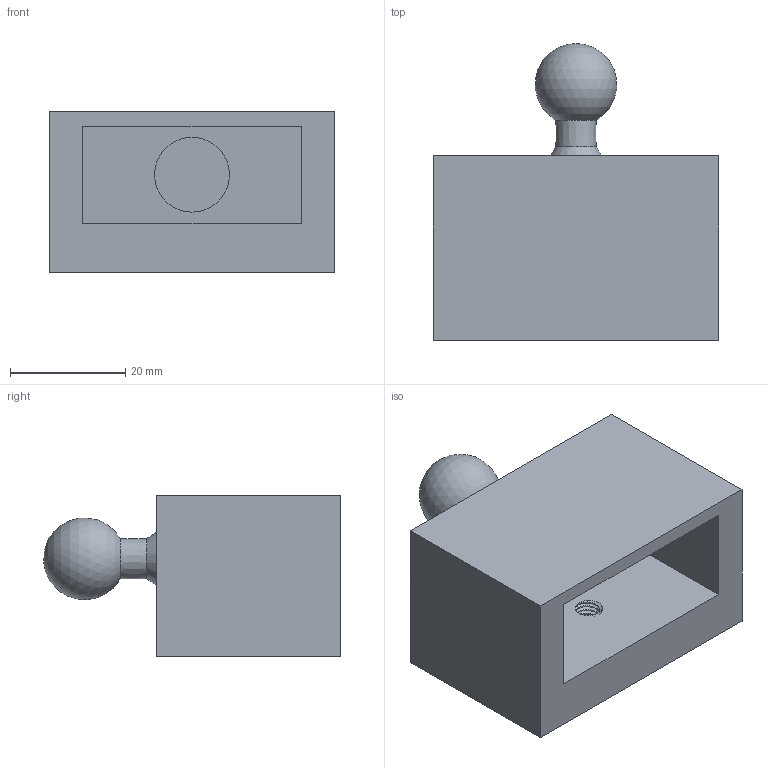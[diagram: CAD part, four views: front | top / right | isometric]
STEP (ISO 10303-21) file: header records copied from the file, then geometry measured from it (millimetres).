
FILE_DESCRIPTION(/* description */ (''),/* implementation_level */ '2;1');
FILE_NAME(/* name */ 'c270 connector v1.step',/* time_stamp */ '2021-12-02T17:34:27-05:00',/* author */ (''),/* organization */ (''),/* preprocessor_version */ 'ST-DEVELOPER v18.1',/* originating_system */ 'Autodesk Translation Framework v10.10.0.1391',/* authorisation */ '');
FILE_SCHEMA (('AUTOMOTIVE_DESIGN { 1 0 10303 214 3 1 1 }','PROCESS_PLANNING_SCHEMA'));
Length unit declared in the file: millimetre
Products named in the file (3): c270 connector; holder seek; holder
Assembly tree (2 placements, depth 3):
  c270 connector
    holder seek
      holder
Bounding box: 49.51 x 51.53 x 28 mm (x, y, z)
Volume: 27517.8 mm3; surface area: 12179.2 mm2
Topology: 2 solids, 2 shells, 42 faces, 115 edges, 77 vertices
Faces by surface type: cylinder 25, plane 12, bspline 2, cone 2, sphere 1
Full cylindrical faces by diameter (mm): 4.234 x5, 4.529 x1, 5.12 x3
Entity records: 2965 total; most frequent: CARTESIAN_POINT 1928, ORIENTED_EDGE 228, DIRECTION 157, EDGE_CURVE 114, VERTEX_POINT 77, B_SPLINE_CURVE_WITH_KNOTS 56, AXIS2_PLACEMENT_3D 54, LINE 49
